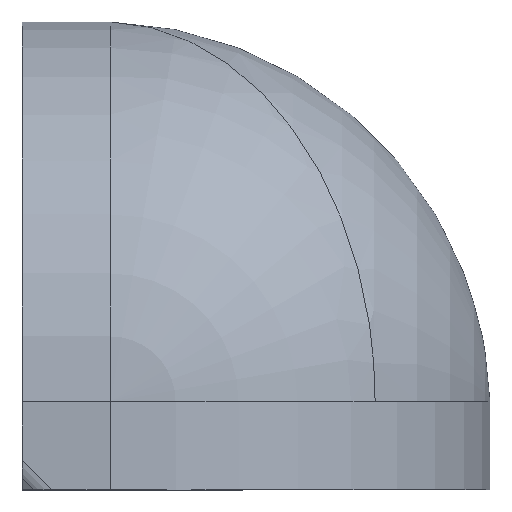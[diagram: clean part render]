
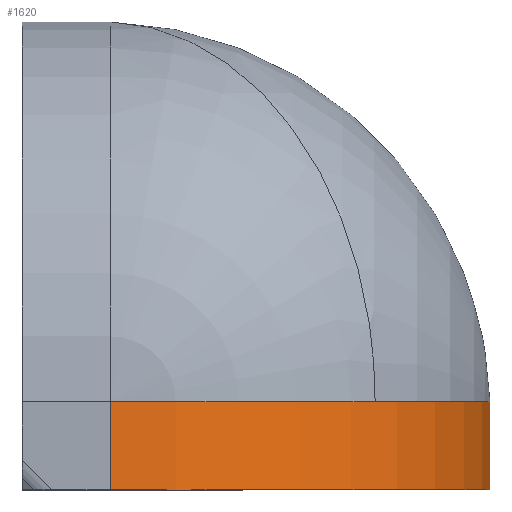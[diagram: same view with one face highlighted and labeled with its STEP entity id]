
A CAD part, front view. The second image highlights one B-rep face of the part: STEP entity #1620.
In plain terms, the highlighted cylindrical face has radius 37.779 mm (diameter 75.557 mm), a partial arc.
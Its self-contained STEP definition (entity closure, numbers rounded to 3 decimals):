
#104 = CARTESIAN_POINT ( 'NONE',  ( -15.258, 15.258, -14. ) ) ;
#117 = AXIS2_PLACEMENT_3D ( 'NONE', #104, #2366, #350 ) ;
#125 = VECTOR ( 'NONE', #1060, 1000. ) ;
#128 = CARTESIAN_POINT ( 'NONE',  ( -15.258, 15.258, -14. ) ) ;
#131 = CIRCLE ( 'NONE', #3036, 37.779 ) ;
#180 = VERTEX_POINT ( 'NONE', #1376 ) ;
#345 = EDGE_CURVE ( 'NONE', #2140, #180, #1400, .T. ) ;
#350 = DIRECTION ( 'NONE',  ( 0., 1., 0. ) ) ;
#525 = VECTOR ( 'NONE', #2125, 1000. ) ;
#573 = AXIS2_PLACEMENT_3D ( 'NONE', #2326, #807, #1059 ) ;
#807 = DIRECTION ( 'NONE',  ( 0., 0., -1. ) ) ;
#1059 = DIRECTION ( 'NONE',  ( 0., 1., 0. ) ) ;
#1060 = DIRECTION ( 'NONE',  ( 0., 0., -1. ) ) ;
#1146 = CARTESIAN_POINT ( 'NONE',  ( -14., -22.5, -14. ) ) ;
#1192 = EDGE_CURVE ( 'NONE', #3216, #1382, #131, .T. ) ;
#1253 = ORIENTED_EDGE ( 'NONE', *, *, #1812, .T. ) ;
#1350 = CARTESIAN_POINT ( 'NONE',  ( -14., -22.5, -22.5 ) ) ;
#1353 = FACE_OUTER_BOUND ( 'NONE', #2964, .T. ) ;
#1376 = CARTESIAN_POINT ( 'NONE',  ( -14., -22.5, -22.5 ) ) ;
#1382 = VERTEX_POINT ( 'NONE', #1146 ) ;
#1387 = DIRECTION ( 'NONE',  ( 0., 0., -1. ) ) ;
#1398 = DIRECTION ( 'NONE',  ( 0., 1., 0. ) ) ;
#1400 = CIRCLE ( 'NONE', #573, 37.779 ) ;
#1447 = ORIENTED_EDGE ( 'NONE', *, *, #345, .F. ) ;
#1583 = CARTESIAN_POINT ( 'NONE',  ( 22.5, 14., -22.5 ) ) ;
#1620 = ADVANCED_FACE ( 'NONE', ( #1353 ), #3192, .T. ) ;
#1749 = CARTESIAN_POINT ( 'NONE',  ( 22.5, 14., -22.5 ) ) ;
#1812 = EDGE_CURVE ( 'NONE', #1382, #180, #1840, .T. ) ;
#1840 = LINE ( 'NONE', #1350, #125 ) ;
#2125 = DIRECTION ( 'NONE',  ( 0., 0., 1. ) ) ;
#2140 = VERTEX_POINT ( 'NONE', #1749 ) ;
#2147 = ORIENTED_EDGE ( 'NONE', *, *, #2186, .T. ) ;
#2186 = EDGE_CURVE ( 'NONE', #2140, #3216, #3028, .T. ) ;
#2326 = CARTESIAN_POINT ( 'NONE',  ( -15.258, 15.258, -22.5 ) ) ;
#2366 = DIRECTION ( 'NONE',  ( 0., 0., -1. ) ) ;
#2451 = ORIENTED_EDGE ( 'NONE', *, *, #1192, .T. ) ;
#2535 = CARTESIAN_POINT ( 'NONE',  ( 22.5, 14., -14. ) ) ;
#2964 = EDGE_LOOP ( 'NONE', ( #2451, #1253, #1447, #2147 ) ) ;
#3028 = LINE ( 'NONE', #1583, #525 ) ;
#3036 = AXIS2_PLACEMENT_3D ( 'NONE', #128, #1387, #1398 ) ;
#3192 = CYLINDRICAL_SURFACE ( 'NONE', #117, 37.779 ) ;
#3216 = VERTEX_POINT ( 'NONE', #2535 ) ;
